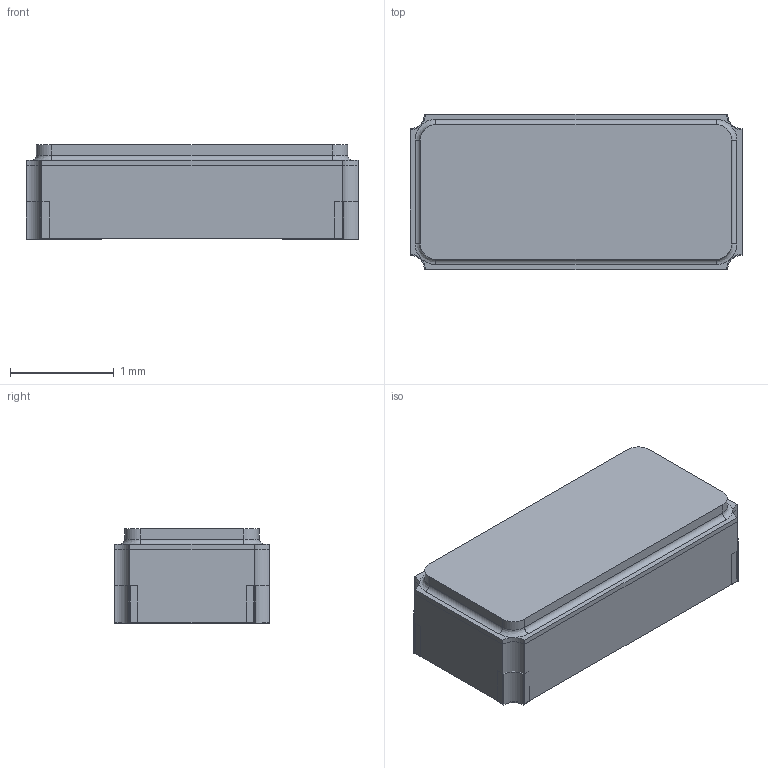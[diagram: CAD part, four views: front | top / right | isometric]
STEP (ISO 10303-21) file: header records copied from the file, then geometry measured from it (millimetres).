
FILE_DESCRIPTION(('FreeCAD Model'),'2;1');
FILE_NAME('User_Library_FX135A_331_cp.step', '2020-02-17T17:57:53',('kicad StepUp'),('ksu MCAD'), 'Open CASCADE STEP processor 7.3','FreeCAD','Unknown');
FILE_SCHEMA(('AUTOMOTIVE_DESIGN { 1 0 10303 214 1 1 1 1 }'));
Length unit declared in the file: millimetre
Products named in the file (1): User_Library_FX135A_331_cp
Bounding box: 3.2 x 1.5 x 0.91 mm (x, y, z)
Surface area: 33.4 mm2
Topology: 4 solids, 4 shells, 86 faces, 223 edges, 146 vertices
Faces by surface type: plane 62, cylinder 20, bspline 4
Entity records: 3267 total; most frequent: CARTESIAN_POINT 536, ORIENTED_EDGE 446, DIRECTION 425, EDGE_CURVE 223, LINE 179, VECTOR 179, VERTEX_POINT 146, AXIS2_PLACEMENT_3D 123
